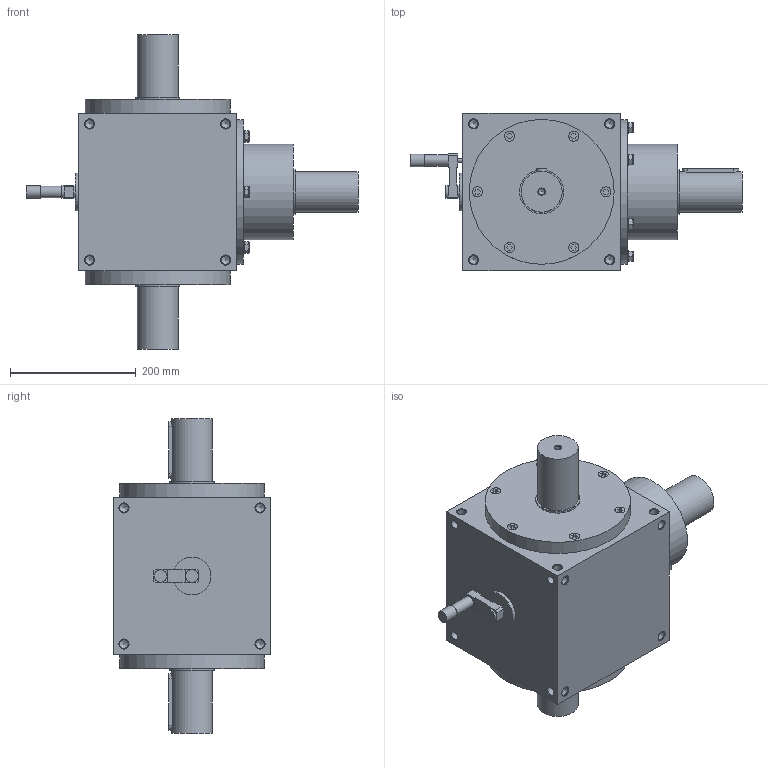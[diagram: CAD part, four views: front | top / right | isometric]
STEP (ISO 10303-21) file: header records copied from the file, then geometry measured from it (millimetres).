
FILE_DESCRIPTION( ( 'STEP AP214' ), '1' );
FILE_NAME( 'RIS250_RIS-B_R.1_1_SEL1.stp', '2018-08-15T15:28:00', ( '' ), ( '' ), ' ', 'PARTsolutions', ' ' );
FILE_SCHEMA( ( 'AUTOMOTIVE_DESIGN { 1 0 10303 214 1 1 1 1 }' ) );
Length unit declared in the file: millimetre
Products named in the file (6): RIS250_RIS-B_R.1/1_SEL1; _RIS2502-case; _RIS250-shaft; _RIS250-selector; _RC_RR250-screw; _RIS250-proshaft
Assembly tree (11 placements, depth 2):
  RIS250_RIS-B_R.1/1_SEL1
    _RIS2502-case
    _RIS250-shaft
    _RIS250-selector
    _RC_RR250-screw  x6
    _RIS250-proshaft  x2
Bounding box: 527 x 250 x 500 mm (x, y, z)
Volume: 20311552.1 mm3; surface area: 764160.5 mm2
Topology: 11 solids, 11 shells, 452 faces, 1113 edges, 692 vertices
Faces by surface type: plane 269, cylinder 93, cone 90
Full cylindrical faces by diameter (mm): 6 x1, 10.106 x3, 13.835 x48, 16 x12, 17.5 x6, 18 x1, 20 x3, 60 x1, 65 x3, 70 x5, 152 x1, 230 x3
Entity records: 10916 total; most frequent: CARTESIAN_POINT 1612, DIRECTION 1454, ORIENTED_EDGE 1170, EDGE_CURVE 585, AXIS2_PLACEMENT_3D 569, EDGE_LOOP 476, VERTEX_POINT 455, FACE_OUTER_BOUND 383
